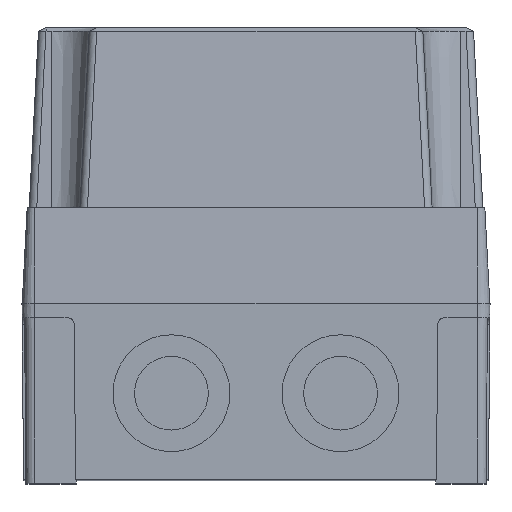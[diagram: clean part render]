
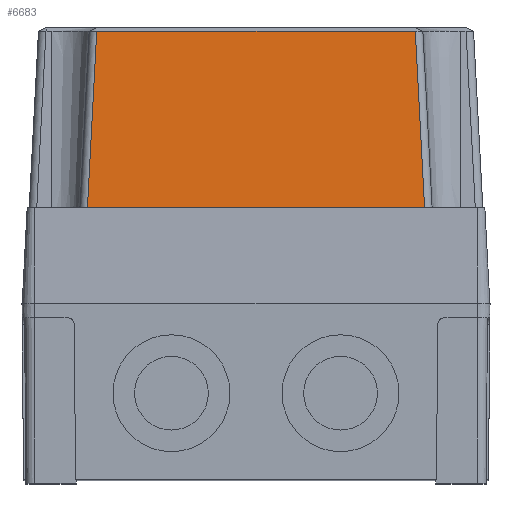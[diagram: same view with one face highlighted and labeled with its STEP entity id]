
A CAD part, top view. The second image highlights one B-rep face of the part: STEP entity #6683.
In plain terms, the highlighted planar face has unit normal (0, 0.052, 0.999).
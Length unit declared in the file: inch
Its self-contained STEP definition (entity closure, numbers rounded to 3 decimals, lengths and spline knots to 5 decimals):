
#109 = CARTESIAN_POINT ( 'NONE',  ( -1.49612, 2.97638, 3.36544 ) ) ;
#307 = CARTESIAN_POINT ( 'NONE',  ( 1.68119, 2.97636, 3.36546 ) ) ;
#414 = CARTESIAN_POINT ( 'NONE',  ( 1.33954, 2.97637, 3.36546 ) ) ;
#507 = CARTESIAN_POINT ( 'NONE',  ( 0.8611, 2.97637, 3.36546 ) ) ;
#1037 = B_SPLINE_CURVE_WITH_KNOTS ( 'NONE', 3,
 ( #16838, #14208, #1552, #7993, #15278, #7876, #18508, #17443, #2606, #20562, #15992, #11098, #4658, #14322, #6320, #19010, #109, #1062, #6424, #12750, #7773, #19106, #7276, #13616, #8942, #15673, #7383, #20064, #5818, #4260, #16947, #2715, #9338, #1457, #14107, #20453, #6204, #12537, #14421, #5079, #11411, #8301, #14517, #8495, #17758, #507, #11502, #9754, #6819, #13152, #19614, #414, #8197, #17958, #5170, #14816, #6625, #5370, #17851, #11710, #3607, #307, #10054, #1863, #18056, #16387, #3507, #3803 ),
 .UNSPECIFIED., .F., .F.,
 ( 4, 2, 2, 2, 1, 2, 2, 2, 2, 2, 2, 2, 2, 2, 2, 2, 2, 2, 2, 2, 2, 2, 2, 2, 2, 2, 2, 2, 2, 2, 2, 2, 1, 2, 4 ),
 ( 0., 0.00024, 0.00049, 0.00098, 0.00195, 0.00391, 0.00781, 0.01563, 0.02344, 0.03125, 0.04687, 0.0625, 0.09375, 0.125, 0.15625, 0.1875, 0.25, 0.3125, 0.375, 0.5, 0.625, 0.6875, 0.75, 0.8125, 0.875, 0.90625, 0.9375, 0.95312, 0.96875, 0.98437, 0.98828, 0.99219, 0.99609, 0.99805, 1. ),
 .UNSPECIFIED. ) ;
#1062 = CARTESIAN_POINT ( 'NONE',  ( -1.47852, 2.97638, 3.36544 ) ) ;
#1457 = CARTESIAN_POINT ( 'NONE',  ( -0.4927, 2.97637, 3.36544 ) ) ;
#1552 = CARTESIAN_POINT ( 'NONE',  ( -1.74168, 2.97638, 3.36543 ) ) ;
#1863 = CARTESIAN_POINT ( 'NONE',  ( 1.71436, 2.97636, 3.36546 ) ) ;
#2327 = FACE_OUTER_BOUND ( 'NONE', #8238, .T. ) ;
#2392 = VECTOR ( 'NONE', #8899, 39.37008 ) ;
#2606 = CARTESIAN_POINT ( 'NONE',  ( -1.71154, 2.97638, 3.36543 ) ) ;
#2715 = CARTESIAN_POINT ( 'NONE',  ( -0.67542, 2.97637, 3.36544 ) ) ;
#3001 = VECTOR ( 'NONE', #10606, 39.37008 ) ;
#3507 = CARTESIAN_POINT ( 'NONE',  ( 1.73999, 2.97636, 3.36548 ) ) ;
#3607 = CARTESIAN_POINT ( 'NONE',  ( 1.67185, 2.97636, 3.36546 ) ) ;
#3677 = DIRECTION ( 'NONE',  ( 0., 0.052, 0.999 ) ) ;
#3803 = CARTESIAN_POINT ( 'NONE',  ( 1.7435, 2.97638, 3.3654 ) ) ;
#3898 = CARTESIAN_POINT ( 'NONE',  ( 1.7435, 2.97638, 3.3654 ) ) ;
#4260 = CARTESIAN_POINT ( 'NONE',  ( -0.84061, 2.97638, 3.36544 ) ) ;
#4265 = CARTESIAN_POINT ( 'NONE',  ( 1.92717, 1.04724, 3.46654 ) ) ;
#4658 = CARTESIAN_POINT ( 'NONE',  ( -1.62028, 2.97638, 3.36544 ) ) ;
#4711 = CARTESIAN_POINT ( 'NONE',  ( 1.84483, 1.04294, 3.46676 ) ) ;
#5079 = CARTESIAN_POINT ( 'NONE',  ( 0.28088, 2.97637, 3.36545 ) ) ;
#5170 = CARTESIAN_POINT ( 'NONE',  ( 1.4863, 2.97636, 3.36546 ) ) ;
#5370 = CARTESIAN_POINT ( 'NONE',  ( 1.60225, 2.97636, 3.36546 ) ) ;
#5409 = ORIENTED_EDGE ( 'NONE', *, *, #7293, .T. ) ;
#5526 = PLANE ( 'NONE',  #16293 ) ;
#5818 = CARTESIAN_POINT ( 'NONE',  ( -0.87532, 2.97638, 3.36544 ) ) ;
#6204 = CARTESIAN_POINT ( 'NONE',  ( -0.15236, 2.97637, 3.36545 ) ) ;
#6320 = CARTESIAN_POINT ( 'NONE',  ( -1.55347, 2.97638, 3.36544 ) ) ;
#6424 = CARTESIAN_POINT ( 'NONE',  ( -1.42812, 2.97638, 3.36544 ) ) ;
#6625 = CARTESIAN_POINT ( 'NONE',  ( 1.57139, 2.97636, 3.36546 ) ) ;
#6683 = ADVANCED_FACE ( 'NONE', ( #2327 ), #5526, .T. ) ;
#6819 = CARTESIAN_POINT ( 'NONE',  ( 1.17454, 2.97637, 3.36546 ) ) ;
#7276 = CARTESIAN_POINT ( 'NONE',  ( -1.23685, 2.97638, 3.36544 ) ) ;
#7293 = EDGE_CURVE ( 'NONE', #18320, #8689, #12593, .T. ) ;
#7383 = CARTESIAN_POINT ( 'NONE',  ( -0.98454, 2.97638, 3.36544 ) ) ;
#7773 = CARTESIAN_POINT ( 'NONE',  ( -1.34032, 2.97638, 3.36544 ) ) ;
#7876 = CARTESIAN_POINT ( 'NONE',  ( -1.73493, 2.97638, 3.36543 ) ) ;
#7993 = CARTESIAN_POINT ( 'NONE',  ( -1.73955, 2.97638, 3.36543 ) ) ;
#8197 = CARTESIAN_POINT ( 'NONE',  ( 1.41023, 2.97637, 3.36546 ) ) ;
#8238 = EDGE_LOOP ( 'NONE', ( #20263, #11074, #14392, #5409 ) ) ;
#8287 = CARTESIAN_POINT ( 'NONE',  ( -1.7435, 2.97638, 3.36543 ) ) ;
#8301 = CARTESIAN_POINT ( 'NONE',  ( 0.50356, 2.97637, 3.36545 ) ) ;
#8495 = CARTESIAN_POINT ( 'NONE',  ( 0.67711, 2.97637, 3.36545 ) ) ;
#8689 = VERTEX_POINT ( 'NONE', #3898 ) ;
#8899 = DIRECTION ( 'NONE',  ( -0.052, -0.997, 0.052 ) ) ;
#8942 = CARTESIAN_POINT ( 'NONE',  ( -1.10344, 2.97638, 3.36544 ) ) ;
#9338 = CARTESIAN_POINT ( 'NONE',  ( -0.55213, 2.97637, 3.36544 ) ) ;
#9708 = DIRECTION ( 'NONE',  ( -0.052, 0.997, -0.052 ) ) ;
#9754 = CARTESIAN_POINT ( 'NONE',  ( 1.062, 2.97637, 3.36546 ) ) ;
#9778 = EDGE_CURVE ( 'NONE', #18774, #8689, #1037, .T. ) ;
#10054 = CARTESIAN_POINT ( 'NONE',  ( 1.70011, 2.97636, 3.36546 ) ) ;
#10208 = CARTESIAN_POINT ( 'NONE',  ( 1.92717, 1.04724, 3.46654 ) ) ;
#10457 = CARTESIAN_POINT ( 'NONE',  ( -1.8343, 1.24383, 3.45623 ) ) ;
#10606 = DIRECTION ( 'NONE',  ( 1., 0., 0. ) ) ;
#11074 = ORIENTED_EDGE ( 'NONE', *, *, #14739, .T. ) ;
#11098 = CARTESIAN_POINT ( 'NONE',  ( -1.66072, 2.97638, 3.36544 ) ) ;
#11411 = CARTESIAN_POINT ( 'NONE',  ( 0.44734, 2.97637, 3.36545 ) ) ;
#11502 = CARTESIAN_POINT ( 'NONE',  ( 0.99291, 2.97637, 3.36546 ) ) ;
#11710 = CARTESIAN_POINT ( 'NONE',  ( 1.6538, 2.97636, 3.36546 ) ) ;
#12062 = LINE ( 'NONE', #4265, #3001 ) ;
#12537 = CARTESIAN_POINT ( 'NONE',  ( -0.04391, 2.97637, 3.36545 ) ) ;
#12593 = LINE ( 'NONE', #4711, #15184 ) ;
#12750 = CARTESIAN_POINT ( 'NONE',  ( -1.39766, 2.97638, 3.36544 ) ) ;
#13152 = CARTESIAN_POINT ( 'NONE',  ( 1.21356, 2.97637, 3.36546 ) ) ;
#13616 = CARTESIAN_POINT ( 'NONE',  ( -1.19059, 2.97638, 3.36544 ) ) ;
#13984 = EDGE_CURVE ( 'NONE', #18192, #18320, #12062, .T. ) ;
#14107 = CARTESIAN_POINT ( 'NONE',  ( -0.37656, 2.97637, 3.36544 ) ) ;
#14208 = CARTESIAN_POINT ( 'NONE',  ( -1.74277, 2.97638, 3.36544 ) ) ;
#14322 = CARTESIAN_POINT ( 'NONE',  ( -1.59685, 2.97638, 3.36544 ) ) ;
#14392 = ORIENTED_EDGE ( 'NONE', *, *, #13984, .T. ) ;
#14421 = CARTESIAN_POINT ( 'NONE',  ( 0.17274, 2.97637, 3.36545 ) ) ;
#14517 = CARTESIAN_POINT ( 'NONE',  ( 0.61844, 2.97637, 3.36545 ) ) ;
#14739 = EDGE_CURVE ( 'NONE', #18774, #18192, #17962, .T. ) ;
#14816 = CARTESIAN_POINT ( 'NONE',  ( 1.51339, 2.97636, 3.36546 ) ) ;
#14997 = DIRECTION ( 'NONE',  ( 1., 0., 0. ) ) ;
#15184 = VECTOR ( 'NONE', #9708, 39.37008 ) ;
#15278 = CARTESIAN_POINT ( 'NONE',  ( -1.73842, 2.97638, 3.36543 ) ) ;
#15673 = CARTESIAN_POINT ( 'NONE',  ( -1.06262, 2.97638, 3.36544 ) ) ;
#15992 = CARTESIAN_POINT ( 'NONE',  ( -1.67513, 2.97638, 3.36544 ) ) ;
#16293 = AXIS2_PLACEMENT_3D ( 'NONE', #10208, #3677, #14997 ) ;
#16387 = CARTESIAN_POINT ( 'NONE',  ( 1.73595, 2.97636, 3.36546 ) ) ;
#16598 = CARTESIAN_POINT ( 'NONE',  ( 1.8446, 1.04724, 3.46654 ) ) ;
#16838 = CARTESIAN_POINT ( 'NONE',  ( -1.7435, 2.97638, 3.36543 ) ) ;
#16947 = CARTESIAN_POINT ( 'NONE',  ( -0.73928, 2.97637, 3.36544 ) ) ;
#17443 = CARTESIAN_POINT ( 'NONE',  ( -1.72534, 2.97638, 3.36543 ) ) ;
#17758 = CARTESIAN_POINT ( 'NONE',  ( 0.79847, 2.97637, 3.36546 ) ) ;
#17851 = CARTESIAN_POINT ( 'NONE',  ( 1.64502, 2.97636, 3.36546 ) ) ;
#17958 = CARTESIAN_POINT ( 'NONE',  ( 1.43473, 2.97637, 3.36546 ) ) ;
#17962 = LINE ( 'NONE', #10457, #2392 ) ;
#18056 = CARTESIAN_POINT ( 'NONE',  ( 1.72753, 2.97636, 3.36546 ) ) ;
#18192 = VERTEX_POINT ( 'NONE', #19331 ) ;
#18320 = VERTEX_POINT ( 'NONE', #16598 ) ;
#18508 = CARTESIAN_POINT ( 'NONE',  ( -1.73248, 2.97638, 3.36543 ) ) ;
#18774 = VERTEX_POINT ( 'NONE', #8287 ) ;
#19010 = CARTESIAN_POINT ( 'NONE',  ( -1.5336, 2.97638, 3.36544 ) ) ;
#19106 = CARTESIAN_POINT ( 'NONE',  ( -1.31351, 2.97638, 3.36544 ) ) ;
#19331 = CARTESIAN_POINT ( 'NONE',  ( -1.8446, 1.04724, 3.46654 ) ) ;
#19614 = CARTESIAN_POINT ( 'NONE',  ( 1.29608, 2.97637, 3.36546 ) ) ;
#20064 = CARTESIAN_POINT ( 'NONE',  ( -0.94729, 2.97638, 3.36544 ) ) ;
#20263 = ORIENTED_EDGE ( 'NONE', *, *, #9778, .F. ) ;
#20453 = CARTESIAN_POINT ( 'NONE',  ( -0.31988, 2.97637, 3.36544 ) ) ;
#20562 = CARTESIAN_POINT ( 'NONE',  ( -1.69901, 2.97638, 3.36544 ) ) ;
